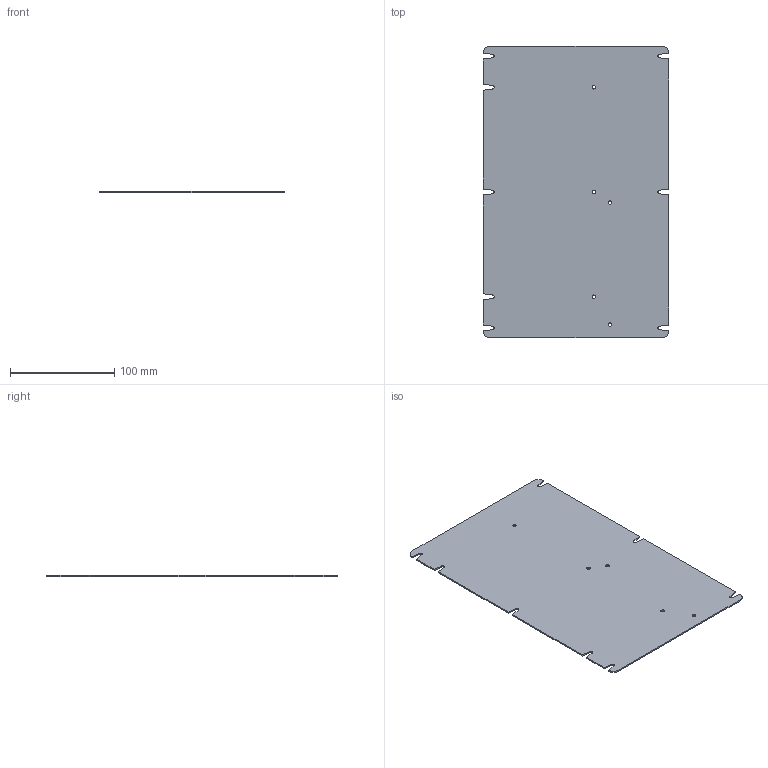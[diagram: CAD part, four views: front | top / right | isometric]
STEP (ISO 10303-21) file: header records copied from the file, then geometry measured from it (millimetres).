
FILE_DESCRIPTION(/* description */ (''),/* implementation_level */ '2;1');
FILE_NAME(/* name */ 'MainBoard.stp',/* time_stamp */ '2020-09-14T23:08:54-04:00',/* author */ ('johnh'),/* organization */ (''),/* preprocessor_version */ 'ST-DEVELOPER v17',/* originating_system */ 'Autodesk Inventor 2019',/* authorisation */ '');
FILE_SCHEMA (('AUTOMOTIVE_DESIGN { 1 0 10303 214 3 1 1 }'));
Length unit declared in the file: inch
Products named in the file (1): MainBoard
Bounding box: 177.8 x 279.4 x 1.27 mm (x, y, z)
Volume: 62542 mm3; surface area: 99885.2 mm2
Topology: 1 solids, 1 shells, 47 faces, 244 edges, 287 vertices
Faces by surface type: plane 30, cylinder 17
Full cylindrical faces by diameter (mm): 3.365 x3, 3.366 x2
Entity records: 2188 total; most frequent: CARTESIAN_POINT 496, DIRECTION 359, ORIENTED_EDGE 270, EDGE_CURVE 135, AXIS2_PLACEMENT_3D 129, LINE 101, VECTOR 101, VERTEX_POINT 90
